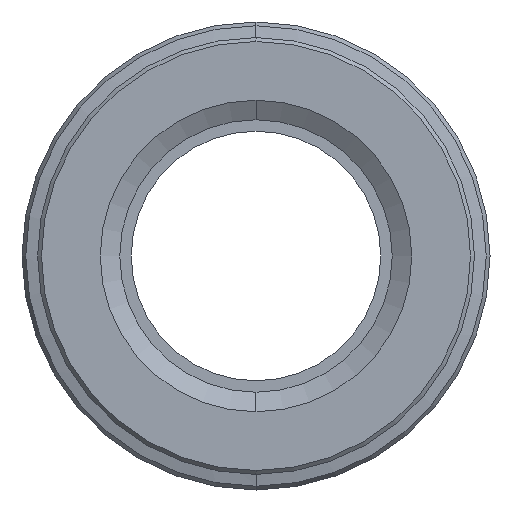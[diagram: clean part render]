
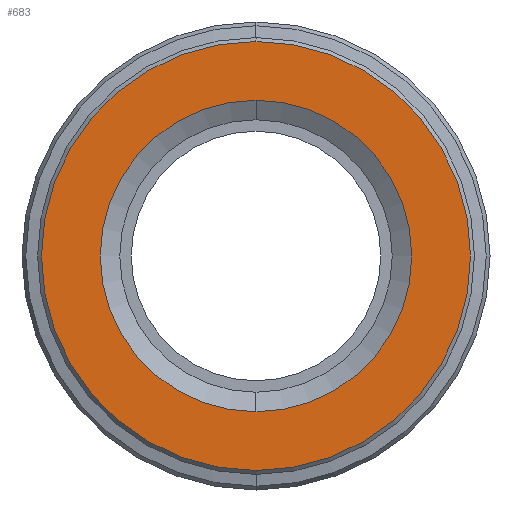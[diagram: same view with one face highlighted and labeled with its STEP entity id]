
A CAD part, left-side view. The second image highlights one B-rep face of the part: STEP entity #683.
In plain terms, the highlighted planar face has unit normal (-1, 0, 0).
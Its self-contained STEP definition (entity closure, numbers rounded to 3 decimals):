
#66 = EDGE_CURVE ( 'NONE', #748, #1045, #1074, .T. ) ;
#109 = EDGE_CURVE ( 'NONE', #1007, #509, #494, .T. ) ;
#213 = CARTESIAN_POINT ( 'NONE',  ( -16.01, 0., 0. ) ) ;
#215 = AXIS2_PLACEMENT_3D ( 'NONE', #937, #234, #764 ) ;
#226 = DIRECTION ( 'NONE',  ( 1., 0., 0. ) ) ;
#234 = DIRECTION ( 'NONE',  ( -1., 0., 0. ) ) ;
#237 = CARTESIAN_POINT ( 'NONE',  ( -16.01, 0., 27.5 ) ) ;
#240 = DIRECTION ( 'NONE',  ( 0., 0., -1. ) ) ;
#321 = DIRECTION ( 'NONE',  ( 0., 0., -1. ) ) ;
#389 = EDGE_LOOP ( 'NONE', ( #1131, #547 ) ) ;
#427 = DIRECTION ( 'NONE',  ( 0., 0., -1. ) ) ;
#430 = FACE_OUTER_BOUND ( 'NONE', #436, .T. ) ;
#436 = EDGE_LOOP ( 'NONE', ( #621, #896 ) ) ;
#494 = CIRCLE ( 'NONE', #1133, 19.963 ) ;
#509 = VERTEX_POINT ( 'NONE', #844 ) ;
#547 = ORIENTED_EDGE ( 'NONE', *, *, #109, .T. ) ;
#602 = DIRECTION ( 'NONE',  ( 0., 0., -1. ) ) ;
#621 = ORIENTED_EDGE ( 'NONE', *, *, #66, .T. ) ;
#635 = EDGE_CURVE ( 'NONE', #1045, #748, #744, .T. ) ;
#647 = CARTESIAN_POINT ( 'NONE',  ( -16.01, 0., -27.5 ) ) ;
#683 = ADVANCED_FACE ( 'NONE', ( #430, #694 ), #779, .F. ) ;
#694 = FACE_BOUND ( 'NONE', #389, .T. ) ;
#744 = CIRCLE ( 'NONE', #1101, 27.5 ) ;
#748 = VERTEX_POINT ( 'NONE', #647 ) ;
#764 = DIRECTION ( 'NONE',  ( 0., 0., -1. ) ) ;
#769 = DIRECTION ( 'NONE',  ( 1., 0., 0. ) ) ;
#779 = PLANE ( 'NONE',  #1136 ) ;
#794 = CARTESIAN_POINT ( 'NONE',  ( -16.01, 0., -28. ) ) ;
#844 = CARTESIAN_POINT ( 'NONE',  ( -16.01, 0., 19.963 ) ) ;
#847 = CARTESIAN_POINT ( 'NONE',  ( -16.01, 0., -19.963 ) ) ;
#852 = CARTESIAN_POINT ( 'NONE',  ( -16.01, 0., 0. ) ) ;
#886 = EDGE_CURVE ( 'NONE', #509, #1007, #1023, .T. ) ;
#896 = ORIENTED_EDGE ( 'NONE', *, *, #635, .T. ) ;
#937 = CARTESIAN_POINT ( 'NONE',  ( -16.01, 0., 0. ) ) ;
#1007 = VERTEX_POINT ( 'NONE', #847 ) ;
#1023 = CIRCLE ( 'NONE', #1058, 19.963 ) ;
#1043 = CARTESIAN_POINT ( 'NONE',  ( -16.01, 0., 0. ) ) ;
#1045 = VERTEX_POINT ( 'NONE', #237 ) ;
#1051 = DIRECTION ( 'NONE',  ( 1., 0., 0. ) ) ;
#1058 = AXIS2_PLACEMENT_3D ( 'NONE', #852, #226, #321 ) ;
#1074 = CIRCLE ( 'NONE', #215, 27.5 ) ;
#1101 = AXIS2_PLACEMENT_3D ( 'NONE', #213, #1140, #602 ) ;
#1131 = ORIENTED_EDGE ( 'NONE', *, *, #886, .T. ) ;
#1133 = AXIS2_PLACEMENT_3D ( 'NONE', #1043, #769, #240 ) ;
#1136 = AXIS2_PLACEMENT_3D ( 'NONE', #794, #1051, #427 ) ;
#1140 = DIRECTION ( 'NONE',  ( -1., 0., 0. ) ) ;
